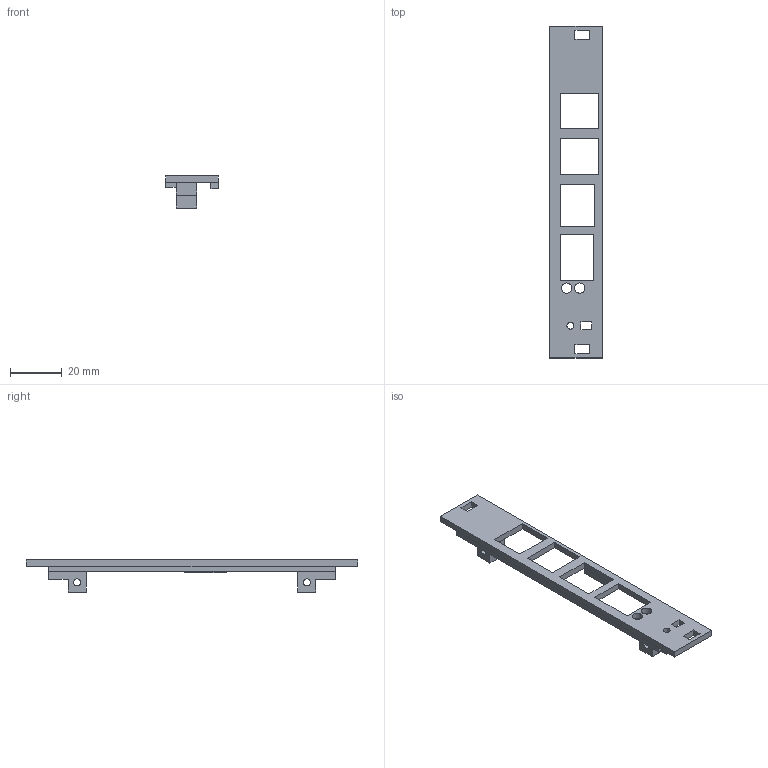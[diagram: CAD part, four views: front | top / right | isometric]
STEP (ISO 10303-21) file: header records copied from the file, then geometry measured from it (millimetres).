
FILE_DESCRIPTION(('FreeCAD Model'),'2;1');
FILE_NAME('3d.step','2020-11-22T11:19:27',('Author'),(''), 'Open CASCADE STEP processor 7.3','FreeCAD','Unknown');
FILE_SCHEMA(('AUTOMOTIVE_DESIGN { 1 0 10303 214 1 1 1 1 }'));
Length unit declared in the file: millimetre
Products named in the file (1): Body
Bounding box: 20.32 x 128.5 x 12.5 mm (x, y, z)
Volume: 6663 mm3; surface area: 6281.5 mm2
Topology: 1 solids, 1 shells, 85 faces, 232 edges, 148 vertices
Faces by surface type: plane 80, cylinder 5
Full cylindrical faces by diameter (mm): 2.7 x3, 4 x2
Entity records: 5707 total; most frequent: CARTESIAN_POINT 942, DIRECTION 876, LINE 676, VECTOR 676, ORIENTED_EDGE 464, PCURVE 464, DEFINITIONAL_REPRESENTATION 464, EDGE_CURVE 232
